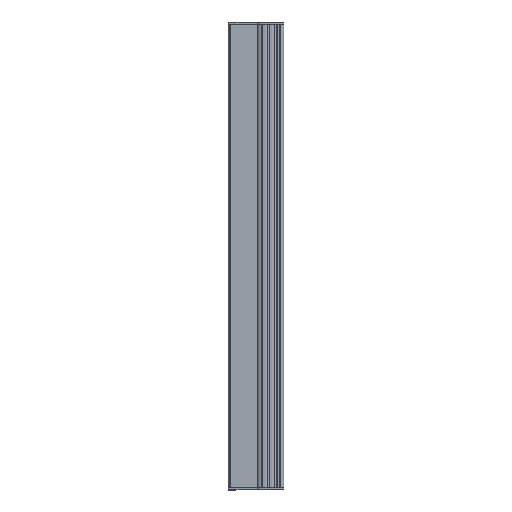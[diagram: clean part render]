
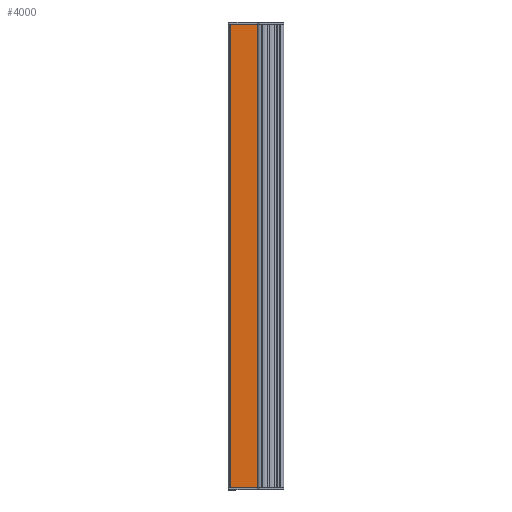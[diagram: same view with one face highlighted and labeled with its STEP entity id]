
A CAD part, top view. The second image highlights one B-rep face of the part: STEP entity #4000.
In plain terms, the highlighted planar face has unit normal (0, 0, 1).
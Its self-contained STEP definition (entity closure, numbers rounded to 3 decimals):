
#364 = CARTESIAN_POINT ( 'NONE',  ( 58.059, 300., 127.773 ) ) ;
#384 = CARTESIAN_POINT ( 'NONE',  ( 93.359, 300., 127.773 ) ) ;
#891 = CARTESIAN_POINT ( 'NONE',  ( 93.359, 300., 127.773 ) ) ;
#1013 = ORIENTED_EDGE ( 'NONE', *, *, #4963, .T. ) ;
#1347 = VERTEX_POINT ( 'NONE', #364 ) ;
#2169 = VECTOR ( 'NONE', #4766, 1000. ) ;
#2429 = DIRECTION ( 'NONE',  ( 0., -1., 0. ) ) ;
#2523 = CARTESIAN_POINT ( 'NONE',  ( 93.359, 300., 127.773 ) ) ;
#2533 = LINE ( 'NONE', #4603, #3420 ) ;
#2906 = VECTOR ( 'NONE', #7681, 1000. ) ;
#3366 = AXIS2_PLACEMENT_3D ( 'NONE', #2523, #3954, #8942 ) ;
#3420 = VECTOR ( 'NONE', #5428, 1000. ) ;
#3541 = LINE ( 'NONE', #4147, #2906 ) ;
#3613 = ORIENTED_EDGE ( 'NONE', *, *, #9114, .F. ) ;
#3954 = DIRECTION ( 'NONE',  ( 0., 0., -1. ) ) ;
#3998 = PLANE ( 'NONE',  #3366 ) ;
#4000 = ADVANCED_FACE ( 'NONE', ( #4688 ), #3998, .F. ) ;
#4003 = VERTEX_POINT ( 'NONE', #7498 ) ;
#4147 = CARTESIAN_POINT ( 'NONE',  ( 93.359, 300., 127.773 ) ) ;
#4180 = EDGE_CURVE ( 'NONE', #5229, #7139, #6703, .T. ) ;
#4202 = ORIENTED_EDGE ( 'NONE', *, *, #7245, .T. ) ;
#4269 = ORIENTED_EDGE ( 'NONE', *, *, #4180, .F. ) ;
#4603 = CARTESIAN_POINT ( 'NONE',  ( 93.359, -300., 127.773 ) ) ;
#4688 = FACE_OUTER_BOUND ( 'NONE', #8399, .T. ) ;
#4766 = DIRECTION ( 'NONE',  ( 0., -1., 0. ) ) ;
#4963 = EDGE_CURVE ( 'NONE', #4003, #7139, #2533, .T. ) ;
#5130 = VECTOR ( 'NONE', #2429, 1000. ) ;
#5221 = CARTESIAN_POINT ( 'NONE',  ( 93.359, -300., 127.773 ) ) ;
#5229 = VERTEX_POINT ( 'NONE', #891 ) ;
#5428 = DIRECTION ( 'NONE',  ( 1., 0., 0. ) ) ;
#6277 = CARTESIAN_POINT ( 'NONE',  ( 58.059, 300., 127.773 ) ) ;
#6703 = LINE ( 'NONE', #384, #5130 ) ;
#7139 = VERTEX_POINT ( 'NONE', #5221 ) ;
#7245 = EDGE_CURVE ( 'NONE', #1347, #4003, #8276, .T. ) ;
#7498 = CARTESIAN_POINT ( 'NONE',  ( 58.059, -300., 127.773 ) ) ;
#7681 = DIRECTION ( 'NONE',  ( 1., 0., 0. ) ) ;
#8276 = LINE ( 'NONE', #6277, #2169 ) ;
#8399 = EDGE_LOOP ( 'NONE', ( #1013, #4269, #3613, #4202 ) ) ;
#8942 = DIRECTION ( 'NONE',  ( -1., 0., 0. ) ) ;
#9114 = EDGE_CURVE ( 'NONE', #1347, #5229, #3541, .T. ) ;
